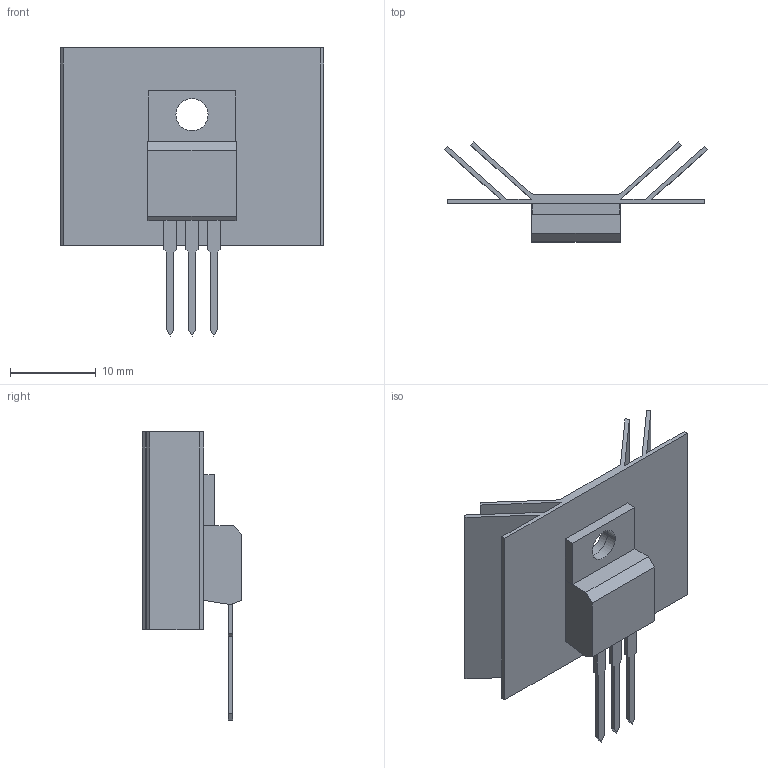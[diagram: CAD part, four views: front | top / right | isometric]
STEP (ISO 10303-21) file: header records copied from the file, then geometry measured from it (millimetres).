
FILE_DESCRIPTION (( 'STEP AP214' ), '1' );
FILE_NAME ('DISIPADOR.STEP', '2025-10-17T18:05:49', ( 'Alejo' ), ( '' ), 'SwSTEP 2.0', 'SolidWorks 2024', '' );
FILE_SCHEMA (( 'AUTOMOTIVE_DESIGN' ));
Length unit declared in the file: millimetre
Products named in the file (1): DISIPADOR
Bounding box: 30.61 x 11.61 x 33.52 mm (x, y, z)
Volume: 1361 mm3; surface area: 3751.5 mm2
Topology: 2 solids, 2 shells, 75 faces, 213 edges, 142 vertices
Faces by surface type: plane 71, cylinder 4
Entity records: 2435 total; most frequent: CARTESIAN_POINT 431, ORIENTED_EDGE 426, DIRECTION 373, EDGE_CURVE 213, VECTOR 205, LINE 205, VERTEX_POINT 142, AXIS2_PLACEMENT_3D 84
